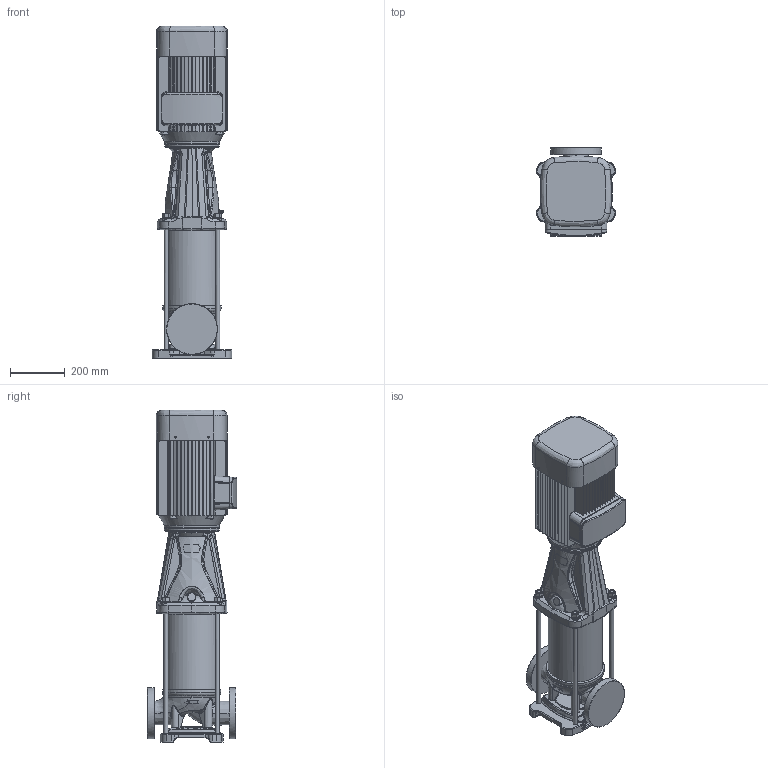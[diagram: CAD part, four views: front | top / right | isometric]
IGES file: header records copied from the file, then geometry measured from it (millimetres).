
Global section: file name: 015P2267 (RMV 32-4F); native system: AutoCAD 2021 — Русский (Russian),62HAutod; preprocessor: esk Translation Framework DWG producer (atf_dwg_producer); organization: unknown; date: 20240917.185505; units: millimetre
Bounding box: 290.37 x 324 x 1207.5 mm (x, y, z)
Volume: 8048219.4 mm3; surface area: 2423472.2 mm2
Topology: 3 solids, 3 shells, 2279 faces, 46622 edges, 46527 vertices
Faces by surface type: bspline 1206, revolution 1073
